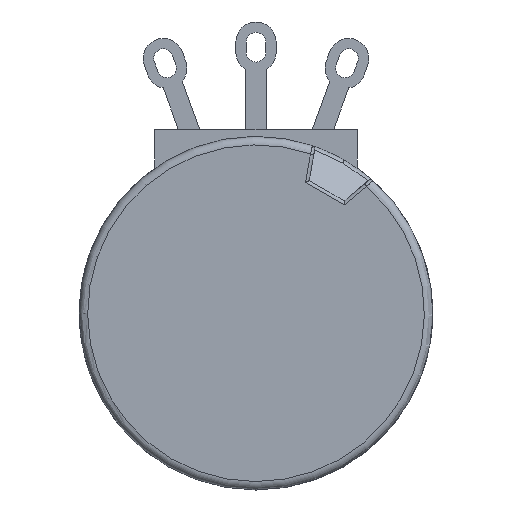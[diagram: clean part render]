
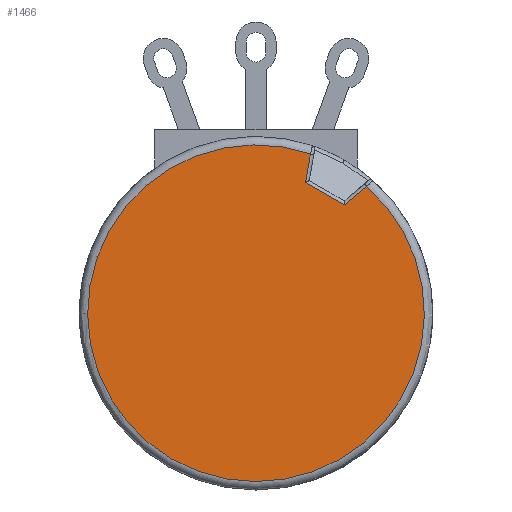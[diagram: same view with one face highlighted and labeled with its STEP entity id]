
A CAD part, front view. The second image highlights one B-rep face of the part: STEP entity #1466.
In plain terms, the highlighted planar face has unit normal (0, -1, 0).
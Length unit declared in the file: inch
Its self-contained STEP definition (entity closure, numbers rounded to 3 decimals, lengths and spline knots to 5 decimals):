
#2=DIRECTION('',(0.174,0.,0.985));
#3=VECTOR('',#2,0.0858);
#4=CARTESIAN_POINT('',(0.14697,0.,0.38857));
#5=LINE('',#4,#3);
#6=DIRECTION('',(-0.866,0.,0.5));
#7=VECTOR('',#6,0.134);
#8=CARTESIAN_POINT('',(0.26303,0.,0.32157));
#9=LINE('',#8,#7);
#10=DIRECTION('',(-0.766,0.,-0.643));
#11=VECTOR('',#10,0.0858);
#12=CARTESIAN_POINT('',(0.32875,0.,0.37672));
#13=LINE('',#12,#11);
#19=CARTESIAN_POINT('',(0.16187,0.,0.47307));
#29=CARTESIAN_POINT('',(0.,0.,0.));
#30=DIRECTION('',(0.,-1.,0.));
#31=DIRECTION('',(0.324,0.,0.946));
#32=AXIS2_PLACEMENT_3D('',#29,#30,#31);
#42=CARTESIAN_POINT('',(0.32875,0.,0.37672));
#1425=VERTEX_POINT('',#19);
#1427=CARTESIAN_POINT('',(0.14697,0.,0.38857));
#1428=VERTEX_POINT('',#1427);
#1433=CARTESIAN_POINT('',(0.26303,0.,0.32157));
#1434=VERTEX_POINT('',#1433);
#1443=VERTEX_POINT('',#42);
#1451=CARTESIAN_POINT('',(0.,0.,0.));
#1452=DIRECTION('',(0.,-1.,0.));
#1453=DIRECTION('',(-1.,0.,0.));
#1454=AXIS2_PLACEMENT_3D('',#1451,#1452,#1453);
#1455=PLANE('',#1454);
#1457=ORIENTED_EDGE('',*,*,#1456,.F.);
#1459=ORIENTED_EDGE('',*,*,#1458,.F.);
#1461=ORIENTED_EDGE('',*,*,#1460,.F.);
#1463=ORIENTED_EDGE('',*,*,#1462,.F.);
#1464=EDGE_LOOP('',(#1457,#1459,#1461,#1463));
#1465=FACE_OUTER_BOUND('',#1464,.F.);
#1466=ADVANCED_FACE('',(#1465),#1455,.T.);
#33=CIRCLE('',#32,0.5);
#1456=EDGE_CURVE('',#1428,#1425,#5,.T.);
#1458=EDGE_CURVE('',#1434,#1428,#9,.T.);
#1460=EDGE_CURVE('',#1443,#1434,#13,.T.);
#1462=EDGE_CURVE('',#1425,#1443,#33,.T.);
